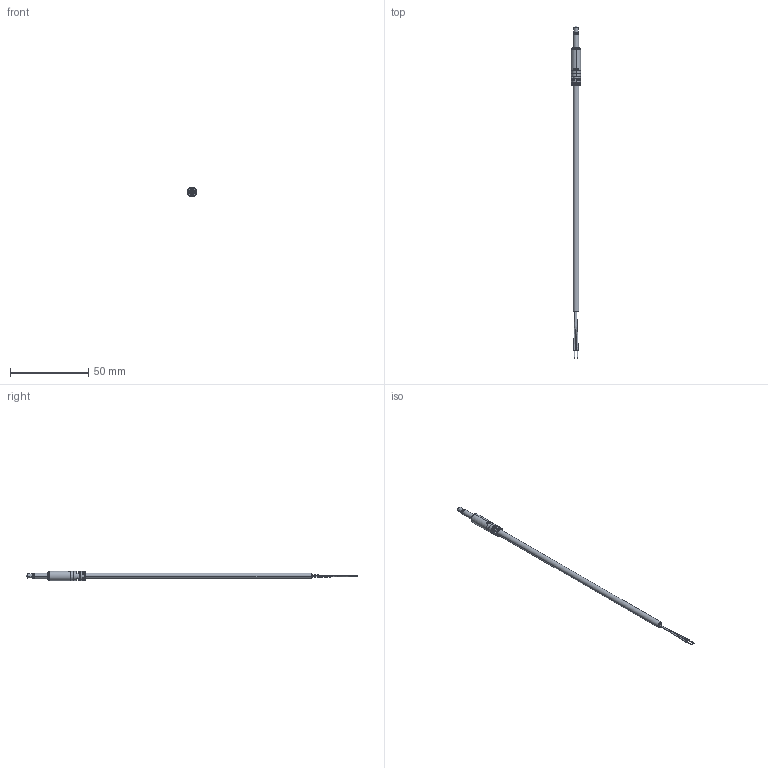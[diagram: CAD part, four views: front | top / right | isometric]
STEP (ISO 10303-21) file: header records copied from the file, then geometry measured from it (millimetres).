
FILE_DESCRIPTION (( 'STEP AP203' ), '1' );
FILE_NAME ('10-00344_revA4.STEP', '2016-10-28T21:16:41', ( '' ), ( '' ), 'SwSTEP 2.0', 'SolidWorks 2015', '' );
FILE_SCHEMA (( 'CONFIG_CONTROL_DESIGN' ));
Length unit declared in the file: millimetre
Products named in the file (4): 30-00177_no heat shrink, no shield; 10-00344_revA4; 24-00028; 50-00399
Assembly tree (3 placements, depth 2):
  10-00344_revA4
    30-00177_no heat shrink, no shield
    24-00028
    50-00399
Bounding box: 6.1 x 212.4 x 6.1 mm (x, y, z)
Volume: 2532.9 mm3; surface area: 14741.7 mm2
Topology: 82 solids, 82 shells, 585 faces, 1196 edges, 789 vertices
Faces by surface type: cylinder 314, plane 221, bspline 28, cone 16, torus 6
Entity records: 17404 total; most frequent: CARTESIAN_POINT 4055, DIRECTION 2926, ORIENTED_EDGE 2392, AXIS2_PLACEMENT_3D 1258, EDGE_CURVE 1196, VERTEX_POINT 789, EDGE_LOOP 725, CIRCLE 695
